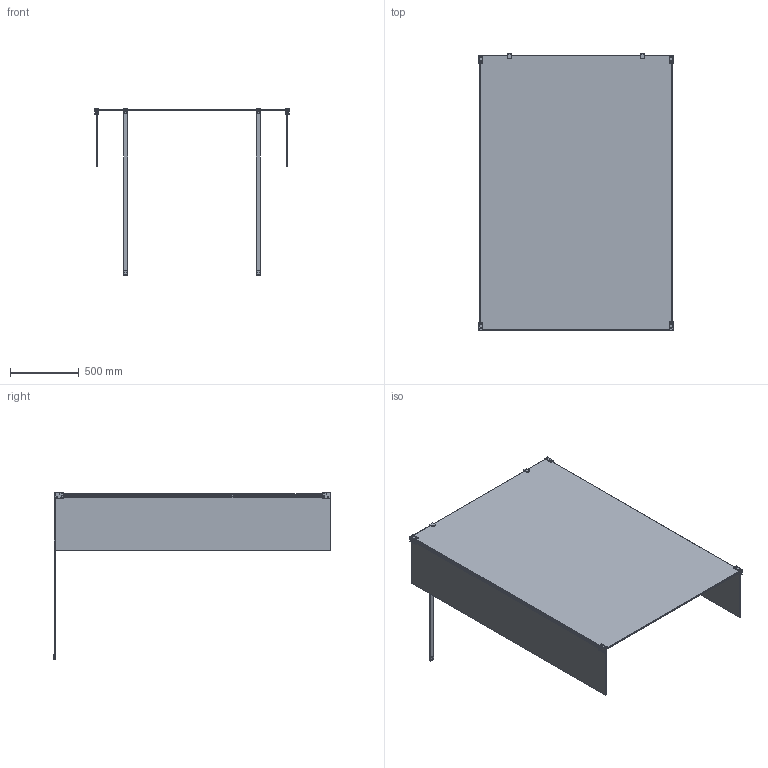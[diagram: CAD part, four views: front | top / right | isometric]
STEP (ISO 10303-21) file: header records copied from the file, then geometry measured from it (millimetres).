
FILE_DESCRIPTION (( 'STEP AP214' ), '1' );
FILE_NAME ('10.STEP', '2020-12-15T12:51:32', ( '' ), ( '' ), 'SwSTEP 2.0', 'SolidWorks 2010', '' );
FILE_SCHEMA (( 'AUTOMOTIVE_DESIGN' ));
Length unit declared in the file: millimetre
Products named in the file (24): Bottom seal for fixed glass; Corner bracket+Bubble seal; Fixed glass1400X2000; Fixed glass400X2000; LW-3530; LW-3528; 10X30-1150; LP-3067; LP-3072; LW-1021; LW-1421; LP-3068; LP-3075; Straight bracing bar; LP-3069; XPJT10mm; LW-3518; 10; LW-3529; LP-3073; LP-3071; LW-3531; LP-3070; LP-3074
Assembly tree (28 placements, depth 3):
  10
    Straight bracing bar  x2
      LW-1021
      10X30-1150
      LW-3518
      LP-3074
      LW-1421
      LP-3075
    Fixed glass1400X2000
    Corner bracket+Bubble seal  x2
      LP-3067
      LP-3073
      LW-3531
      LP-3072
      Fixed glass400X2000
      LW-3528
      LW-3529
      XPJT10mm
      LP-3069
      LP-3068
      LW-3530
      LP-3071
      LP-3070
    Bottom seal for fixed glass
Bounding box: 1412 x 2012 x 1216.95 mm (x, y, z)
Volume: 44323986.8 mm3; surface area: 9997623.8 mm2
Topology: 48 solids, 48 shells, 5432 faces, 13444 edges, 8284 vertices
Faces by surface type: plane 2088, cylinder 1278, bspline 1250, torus 440, sphere 232, cone 144
Entity records: 115181 total; most frequent: CARTESIAN_POINT 60980, ORIENTED_EDGE 11344, DIRECTION 9840, EDGE_CURVE 5672, VERTEX_POINT 3534, AXIS2_PLACEMENT_3D 3390, LINE 3060, VECTOR 3060
